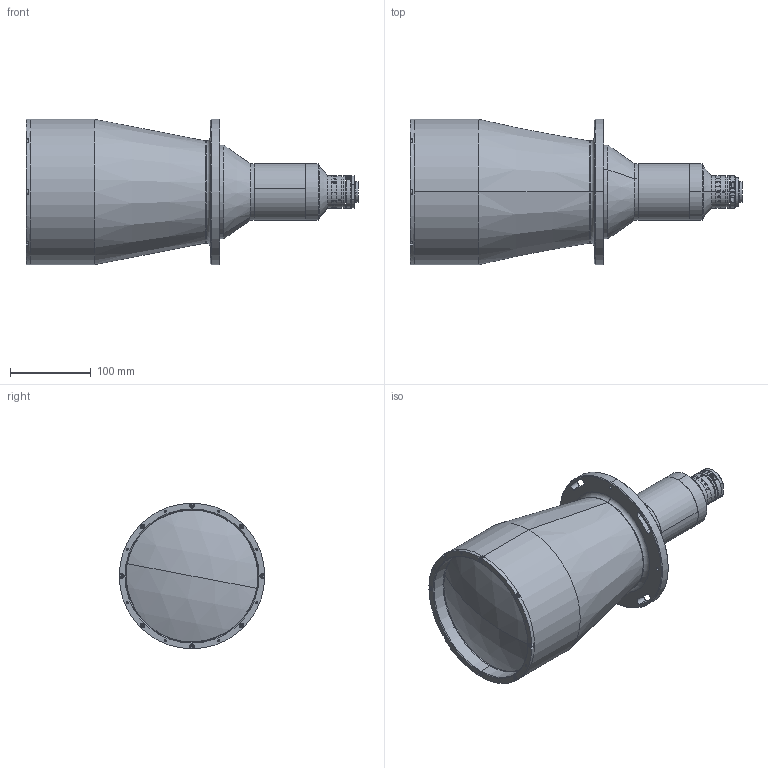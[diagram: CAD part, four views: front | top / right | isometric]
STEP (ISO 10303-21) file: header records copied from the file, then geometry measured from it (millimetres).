
FILE_DESCRIPTION (( 'STEP AP203' ), '1' );
FILE_NAME ('XF-PTL15211-00725-320C-(HD).STEP', '2018-12-24T02:31:23', ( 'lawlynn' ), ( '' ), 'SwSTEP 2.0', 'SolidWorks 2014', '' );
FILE_SCHEMA (( 'CONFIG_CONTROL_DESIGN' ));
Length unit declared in the file: millimetre
Products named in the file (1): XF-PTL15211-00725-320C-(HD)
Bounding box: 410.87 x 180 x 180 mm (x, y, z)
Surface area: 253023.3 mm2 (no closed solid volume)
Topology: 0 solids, 48 shells, 310 faces, 1387 edges, 1121 vertices
Faces by surface type: cylinder 143, plane 105, cone 40, torus 18, sphere 4
Entity records: 20233 total; most frequent: CARTESIAN_POINT 9095, DIRECTION 2283, ORIENTED_EDGE 1982, EDGE_CURVE 1379, VERTEX_POINT 1121, AXIS2_PLACEMENT_3D 875, CIRCLE 564, VECTOR 533
